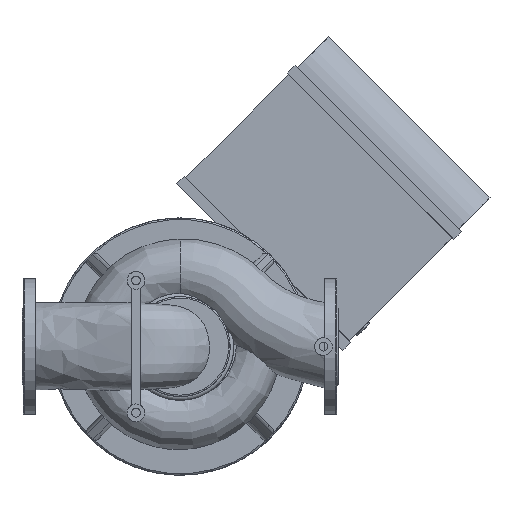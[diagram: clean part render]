
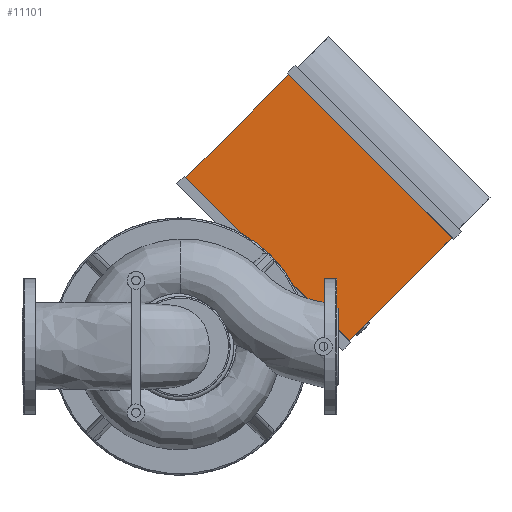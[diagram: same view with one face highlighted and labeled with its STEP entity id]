
A CAD part, front view. The second image highlights one B-rep face of the part: STEP entity #11101.
In plain terms, the highlighted planar face has unit normal (0, -1, 0).
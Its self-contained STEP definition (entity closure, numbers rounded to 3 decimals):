
#896=LINE($,#25757,#1837);
#928=LINE($,#25836,#1869);
#929=LINE($,#25838,#1870);
#930=LINE($,#25839,#1871);
#1837=VECTOR($,#15186,198.);
#1869=VECTOR($,#15258,314.);
#1870=VECTOR($,#15259,198.);
#1871=VECTOR($,#15260,314.);
#2398=PLANE($,#12258);
#3155=FACE_OUTER_BOUND($,#3931,.T.);
#3931=EDGE_LOOP($,(#10033,#10034,#10035,#10036));
#5541=VERTEX_POINT($,#25754);
#5542=VERTEX_POINT($,#25756);
#5569=VERTEX_POINT($,#25835);
#5570=VERTEX_POINT($,#25837);
#7042=EDGE_CURVE($,#5542,#5541,#896,.T.);
#7080=EDGE_CURVE($,#5569,#5541,#928,.T.);
#7081=EDGE_CURVE($,#5569,#5570,#929,.T.);
#7082=EDGE_CURVE($,#5570,#5542,#930,.T.);
#10033=ORIENTED_EDGE($,*,*,#7042,.T.);
#10034=ORIENTED_EDGE($,*,*,#7080,.F.);
#10035=ORIENTED_EDGE($,*,*,#7081,.T.);
#10036=ORIENTED_EDGE($,*,*,#7082,.T.);
#11101=ADVANCED_FACE($,(#3155),#2398,.T.);
#12258=AXIS2_PLACEMENT_3D($,#25834,#15256,#15257);
#15186=DIRECTION($,(0.707,0.,0.707));
#15256=DIRECTION('center_axis',(0.,-1.,0.));
#15257=DIRECTION('ref_axis',(0.707,0.,-0.707));
#15258=DIRECTION($,(0.707,0.,-0.707));
#15259=DIRECTION($,(-0.707,0.,-0.707));
#15260=DIRECTION($,(0.707,0.,-0.707));
#25754=CARTESIAN_POINT('',(584.817,356.,147.785));
#25756=CARTESIAN_POINT('',(444.81,356.,7.778));
#25757=CARTESIAN_POINT($,(549.815,356.,112.784));
#25834=CARTESIAN_POINT('Origin',(473.801,356.,258.801));
#25835=CARTESIAN_POINT('',(362.785,356.,369.817));
#25836=CARTESIAN_POINT($,(473.801,356.,258.801));
#25837=CARTESIAN_POINT('',(222.778,356.,229.81));
#25838=CARTESIAN_POINT($,(327.784,356.,334.815));
#25839=CARTESIAN_POINT($,(333.794,356.,118.794));
